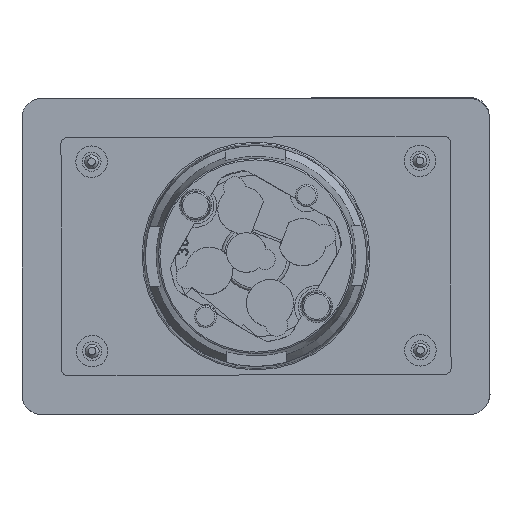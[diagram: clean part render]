
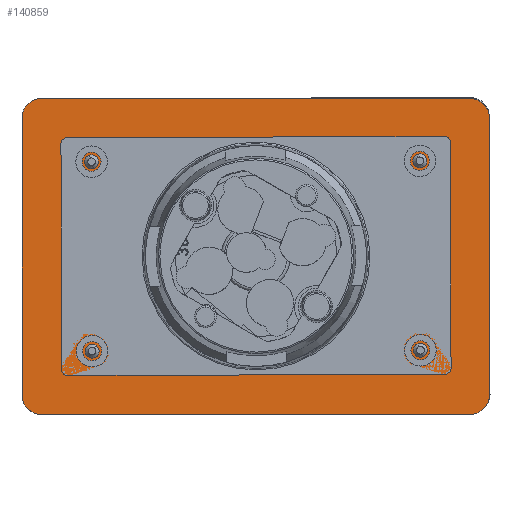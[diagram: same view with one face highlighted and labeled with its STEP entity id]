
A CAD part, left-side view. The second image highlights one B-rep face of the part: STEP entity #140859.
In plain terms, the highlighted planar face has unit normal (-1, 0, 0).
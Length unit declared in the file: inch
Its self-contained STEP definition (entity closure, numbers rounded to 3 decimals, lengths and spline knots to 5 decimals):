
#1561 = ORIENTED_EDGE ( 'NONE', *, *, #139195, .F. ) ;
#3648 = ORIENTED_EDGE ( 'NONE', *, *, #21792, .F. ) ;
#4024 = CARTESIAN_POINT ( 'NONE',  ( 21.32471, 31.83893, 52.15346 ) ) ;
#5302 = LINE ( 'NONE', #55111, #33895 ) ;
#6009 = VERTEX_POINT ( 'NONE', #32882 ) ;
#6411 = CIRCLE ( 'NONE', #41291, 0.187 ) ;
#14370 = CARTESIAN_POINT ( 'NONE',  ( 21.32471, 32.02593, 50.59096 ) ) ;
#18017 = CIRCLE ( 'NONE', #105195, 0.187 ) ;
#21792 = EDGE_CURVE ( 'NONE', #64564, #70587, #87382, .T. ) ;
#23393 = VERTEX_POINT ( 'NONE', #59918 ) ;
#26792 = EDGE_CURVE ( 'NONE', #41532, #6009, #100476, .T. ) ;
#28813 = VERTEX_POINT ( 'NONE', #132114 ) ;
#30912 = CARTESIAN_POINT ( 'NONE',  ( 21.32471, 36.46393, 50.77796 ) ) ;
#32882 = CARTESIAN_POINT ( 'NONE',  ( 21.32471, 36.27693, 50.59096 ) ) ;
#33482 = AXIS2_PLACEMENT_3D ( 'NONE', #42919, #135708, #147420 ) ;
#33895 = VECTOR ( 'NONE', #150212, 39.37008 ) ;
#35807 = AXIS2_PLACEMENT_3D ( 'NONE', #87688, #98599, #37051 ) ;
#37051 = DIRECTION ( 'NONE',  ( 0., 0., 1. ) ) ;
#37428 = DIRECTION ( 'NONE',  ( 1., 0., 0. ) ) ;
#40367 = VERTEX_POINT ( 'NONE', #30912 ) ;
#41291 = AXIS2_PLACEMENT_3D ( 'NONE', #96547, #62207, #130100 ) ;
#41532 = VERTEX_POINT ( 'NONE', #14370 ) ;
#42919 = CARTESIAN_POINT ( 'NONE',  ( 21.32471, 32.02593, 53.52896 ) ) ;
#47328 = VECTOR ( 'NONE', #123080, 39.37008 ) ;
#50148 = CARTESIAN_POINT ( 'NONE',  ( 21.32471, 31.83893, 50.77796 ) ) ;
#54582 = ORIENTED_EDGE ( 'NONE', *, *, #146278, .F. ) ;
#55111 = CARTESIAN_POINT ( 'NONE',  ( 21.32471, 36.46393, 52.15346 ) ) ;
#55932 = EDGE_CURVE ( 'NONE', #6009, #40367, #77089, .T. ) ;
#56227 = VERTEX_POINT ( 'NONE', #68508 ) ;
#59918 = CARTESIAN_POINT ( 'NONE',  ( 21.32471, 36.46393, 53.52896 ) ) ;
#59978 = VECTOR ( 'NONE', #134917, 39.37008 ) ;
#62188 = ORIENTED_EDGE ( 'NONE', *, *, #62916, .F. ) ;
#62207 = DIRECTION ( 'NONE',  ( 1., 0., 0. ) ) ;
#62916 = EDGE_CURVE ( 'NONE', #23393, #56227, #6411, .T. ) ;
#64564 = VERTEX_POINT ( 'NONE', #136065 ) ;
#64601 = CARTESIAN_POINT ( 'NONE',  ( 21.32471, 34.15143, 50.59096 ) ) ;
#68508 = CARTESIAN_POINT ( 'NONE',  ( 21.32471, 36.27693, 53.71596 ) ) ;
#70587 = VERTEX_POINT ( 'NONE', #50148 ) ;
#71809 = ORIENTED_EDGE ( 'NONE', *, *, #116540, .F. ) ;
#73942 = DIRECTION ( 'NONE',  ( 0., -1., 0. ) ) ;
#75828 = DIRECTION ( 'NONE',  ( 0., 0., -1. ) ) ;
#77089 = CIRCLE ( 'NONE', #146748, 0.187 ) ;
#87382 = LINE ( 'NONE', #4024, #59978 ) ;
#87688 = CARTESIAN_POINT ( 'NONE',  ( 21.32471, 32.01531, 50.76735 ) ) ;
#96547 = CARTESIAN_POINT ( 'NONE',  ( 21.32471, 36.27693, 53.52896 ) ) ;
#96968 = EDGE_LOOP ( 'NONE', ( #1561, #3648, #71809, #125456, #62188, #54582, #113262, #101963 ) ) ;
#98599 = DIRECTION ( 'NONE',  ( -1., 0., 0. ) ) ;
#98980 = CARTESIAN_POINT ( 'NONE',  ( 21.32471, 36.27693, 50.77796 ) ) ;
#100476 = LINE ( 'NONE', #64601, #47328 ) ;
#100716 = CIRCLE ( 'NONE', #33482, 0.187 ) ;
#101963 = ORIENTED_EDGE ( 'NONE', *, *, #26792, .F. ) ;
#105195 = AXIS2_PLACEMENT_3D ( 'NONE', #131972, #121069, #75828 ) ;
#105525 = VECTOR ( 'NONE', #73942, 39.37008 ) ;
#113262 = ORIENTED_EDGE ( 'NONE', *, *, #55932, .F. ) ;
#116540 = EDGE_CURVE ( 'NONE', #28813, #64564, #100716, .T. ) ;
#119711 = FACE_OUTER_BOUND ( 'NONE', #96968, .T. ) ;
#121069 = DIRECTION ( 'NONE',  ( 1., 0., 0. ) ) ;
#123080 = DIRECTION ( 'NONE',  ( 0., 1., 0. ) ) ;
#125456 = ORIENTED_EDGE ( 'NONE', *, *, #140732, .F. ) ;
#130100 = DIRECTION ( 'NONE',  ( 0., 0., -1. ) ) ;
#131972 = CARTESIAN_POINT ( 'NONE',  ( 21.32471, 32.02593, 50.77796 ) ) ;
#132114 = CARTESIAN_POINT ( 'NONE',  ( 21.32471, 32.02593, 53.71596 ) ) ;
#132523 = DIRECTION ( 'NONE',  ( 0., 1., 0. ) ) ;
#133168 = LINE ( 'NONE', #146413, #105525 ) ;
#134917 = DIRECTION ( 'NONE',  ( 0., 0., -1. ) ) ;
#135708 = DIRECTION ( 'NONE',  ( 1., 0., 0. ) ) ;
#136065 = CARTESIAN_POINT ( 'NONE',  ( 21.32471, 31.83893, 53.52896 ) ) ;
#139195 = EDGE_CURVE ( 'NONE', #70587, #41532, #18017, .T. ) ;
#140732 = EDGE_CURVE ( 'NONE', #56227, #28813, #133168, .T. ) ;
#140859 = ADVANCED_FACE ( 'NONE', ( #119711 ), #144617, .T. ) ;
#144617 = PLANE ( 'NONE',  #35807 ) ;
#146278 = EDGE_CURVE ( 'NONE', #40367, #23393, #5302, .T. ) ;
#146413 = CARTESIAN_POINT ( 'NONE',  ( 21.32471, 34.15143, 53.71596 ) ) ;
#146748 = AXIS2_PLACEMENT_3D ( 'NONE', #98980, #37428, #132523 ) ;
#147420 = DIRECTION ( 'NONE',  ( 0., 1., 0. ) ) ;
#150212 = DIRECTION ( 'NONE',  ( 0., 0., 1. ) ) ;
